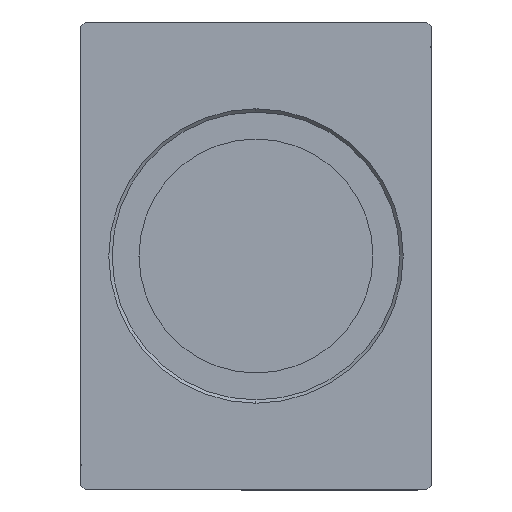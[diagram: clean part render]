
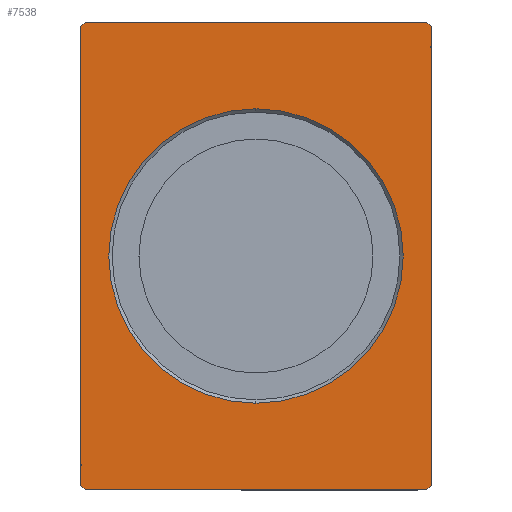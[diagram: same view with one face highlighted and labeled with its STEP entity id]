
A CAD part, left-side view. The second image highlights one B-rep face of the part: STEP entity #7538.
In plain terms, the highlighted planar face has unit normal (-1, 0, 0).
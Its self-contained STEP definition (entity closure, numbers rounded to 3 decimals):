
#4 = CARTESIAN_POINT ( 'NONE',  ( 0., 0., -31.45 ) ) ;
#1154 = VERTEX_POINT ( 'NONE', #12044 ) ;
#1459 = DIRECTION ( 'NONE',  ( 1., 0., 0. ) ) ;
#1511 = EDGE_LOOP ( 'NONE', ( #33621, #33529, #3551, #9844, #2389, #9361, #7340, #29255 ) ) ;
#2015 = VECTOR ( 'NONE', #25874, 1000. ) ;
#2351 = VERTEX_POINT ( 'NONE', #36632 ) ;
#2389 = ORIENTED_EDGE ( 'NONE', *, *, #37171, .F. ) ;
#3276 = CARTESIAN_POINT ( 'NONE',  ( 0., 37.5, -49. ) ) ;
#3551 = ORIENTED_EDGE ( 'NONE', *, *, #33090, .F. ) ;
#3888 = DIRECTION ( 'NONE',  ( 0., -0.707, 0.707 ) ) ;
#3915 = VERTEX_POINT ( 'NONE', #17415 ) ;
#4015 = CARTESIAN_POINT ( 'NONE',  ( 0., -37.5, 49. ) ) ;
#4363 = LINE ( 'NONE', #7241, #21589 ) ;
#4597 = EDGE_CURVE ( 'NONE', #10680, #22570, #34391, .T. ) ;
#5500 = CARTESIAN_POINT ( 'NONE',  ( 0., 37.5, 49. ) ) ;
#5866 = EDGE_CURVE ( 'NONE', #22570, #10680, #23894, .T. ) ;
#7241 = CARTESIAN_POINT ( 'NONE',  ( 0., 37.5, -49. ) ) ;
#7340 = ORIENTED_EDGE ( 'NONE', *, *, #13333, .F. ) ;
#7438 = EDGE_CURVE ( 'NONE', #39703, #3915, #33475, .T. ) ;
#7538 = ADVANCED_FACE ( 'NONE', ( #10150, #19418 ), #22712, .F. ) ;
#7742 = VECTOR ( 'NONE', #3888, 1000. ) ;
#7859 = VERTEX_POINT ( 'NONE', #5500 ) ;
#8244 = VECTOR ( 'NONE', #12451, 1000. ) ;
#8868 = VERTEX_POINT ( 'NONE', #3276 ) ;
#8919 = VECTOR ( 'NONE', #9987, 1000. ) ;
#9361 = ORIENTED_EDGE ( 'NONE', *, *, #12405, .F. ) ;
#9844 = ORIENTED_EDGE ( 'NONE', *, *, #28522, .F. ) ;
#9987 = DIRECTION ( 'NONE',  ( 0., 0., -1. ) ) ;
#10098 = CARTESIAN_POINT ( 'NONE',  ( 0., -37.5, 49. ) ) ;
#10150 = FACE_BOUND ( 'NONE', #27435, .T. ) ;
#10224 = LINE ( 'NONE', #34749, #2015 ) ;
#10379 = ORIENTED_EDGE ( 'NONE', *, *, #4597, .T. ) ;
#10680 = VERTEX_POINT ( 'NONE', #4 ) ;
#12018 = CARTESIAN_POINT ( 'NONE',  ( 0., 36.5, -50. ) ) ;
#12044 = CARTESIAN_POINT ( 'NONE',  ( 0., -36.5, -50. ) ) ;
#12069 = VECTOR ( 'NONE', #23787, 1000. ) ;
#12076 = LINE ( 'NONE', #18452, #33021 ) ;
#12405 = EDGE_CURVE ( 'NONE', #22619, #2351, #26257, .T. ) ;
#12451 = DIRECTION ( 'NONE',  ( 0., -0.707, -0.707 ) ) ;
#13333 = EDGE_CURVE ( 'NONE', #3915, #22619, #38172, .T. ) ;
#13470 = CARTESIAN_POINT ( 'NONE',  ( 0., 36.5, -50. ) ) ;
#13843 = CARTESIAN_POINT ( 'NONE',  ( 0., 0., 0. ) ) ;
#14642 = AXIS2_PLACEMENT_3D ( 'NONE', #17319, #1459, #22889 ) ;
#14916 = VECTOR ( 'NONE', #22744, 1000. ) ;
#15001 = DIRECTION ( 'NONE',  ( 1., 0., 0. ) ) ;
#16923 = DIRECTION ( 'NONE',  ( 0., 0., 1. ) ) ;
#17319 = CARTESIAN_POINT ( 'NONE',  ( 0., 0., 0. ) ) ;
#17415 = CARTESIAN_POINT ( 'NONE',  ( 0., -36.5, 50. ) ) ;
#18008 = AXIS2_PLACEMENT_3D ( 'NONE', #13843, #31994, #38781 ) ;
#18452 = CARTESIAN_POINT ( 'NONE',  ( 0., -37.5, -49. ) ) ;
#19418 = FACE_OUTER_BOUND ( 'NONE', #1511, .T. ) ;
#19539 = CARTESIAN_POINT ( 'NONE',  ( 0., 37.5, 49. ) ) ;
#20318 = EDGE_CURVE ( 'NONE', #7859, #39703, #32319, .T. ) ;
#21589 = VECTOR ( 'NONE', #16923, 1000. ) ;
#21855 = EDGE_CURVE ( 'NONE', #8868, #7859, #4363, .T. ) ;
#22570 = VERTEX_POINT ( 'NONE', #22870 ) ;
#22619 = VERTEX_POINT ( 'NONE', #10098 ) ;
#22712 = PLANE ( 'NONE',  #18008 ) ;
#22744 = DIRECTION ( 'NONE',  ( 0., 0.707, 0.707 ) ) ;
#22870 = CARTESIAN_POINT ( 'NONE',  ( 0., 0., 31.45 ) ) ;
#22889 = DIRECTION ( 'NONE',  ( 0., 0., -1. ) ) ;
#23787 = DIRECTION ( 'NONE',  ( 0., -1., 0. ) ) ;
#23894 = CIRCLE ( 'NONE', #30491, 31.45 ) ;
#25874 = DIRECTION ( 'NONE',  ( 0., 1., 0. ) ) ;
#26257 = LINE ( 'NONE', #4015, #8919 ) ;
#27435 = EDGE_LOOP ( 'NONE', ( #34640, #10379 ) ) ;
#27781 = DIRECTION ( 'NONE',  ( 0., 0., -1. ) ) ;
#28522 = EDGE_CURVE ( 'NONE', #1154, #36155, #10224, .T. ) ;
#28529 = LINE ( 'NONE', #13470, #14916 ) ;
#29255 = ORIENTED_EDGE ( 'NONE', *, *, #7438, .F. ) ;
#29871 = CARTESIAN_POINT ( 'NONE',  ( 0., 36.5, 50. ) ) ;
#30381 = CARTESIAN_POINT ( 'NONE',  ( 0., 36.5, 50. ) ) ;
#30491 = AXIS2_PLACEMENT_3D ( 'NONE', #40143, #15001, #27781 ) ;
#31994 = DIRECTION ( 'NONE',  ( 1., 0., 0. ) ) ;
#32319 = LINE ( 'NONE', #19539, #7742 ) ;
#33021 = VECTOR ( 'NONE', #34508, 1000. ) ;
#33090 = EDGE_CURVE ( 'NONE', #36155, #8868, #28529, .T. ) ;
#33475 = LINE ( 'NONE', #30381, #12069 ) ;
#33529 = ORIENTED_EDGE ( 'NONE', *, *, #21855, .F. ) ;
#33621 = ORIENTED_EDGE ( 'NONE', *, *, #20318, .F. ) ;
#34391 = CIRCLE ( 'NONE', #14642, 31.45 ) ;
#34508 = DIRECTION ( 'NONE',  ( 0., 0.707, -0.707 ) ) ;
#34640 = ORIENTED_EDGE ( 'NONE', *, *, #5866, .T. ) ;
#34749 = CARTESIAN_POINT ( 'NONE',  ( 0., -36.5, -50. ) ) ;
#36155 = VERTEX_POINT ( 'NONE', #12018 ) ;
#36632 = CARTESIAN_POINT ( 'NONE',  ( 0., -37.5, -49. ) ) ;
#37171 = EDGE_CURVE ( 'NONE', #2351, #1154, #12076, .T. ) ;
#38172 = LINE ( 'NONE', #40675, #8244 ) ;
#38781 = DIRECTION ( 'NONE',  ( 0., 0., -1. ) ) ;
#39703 = VERTEX_POINT ( 'NONE', #29871 ) ;
#40143 = CARTESIAN_POINT ( 'NONE',  ( 0., 0., 0. ) ) ;
#40675 = CARTESIAN_POINT ( 'NONE',  ( 0., -36.5, 50. ) ) ;
